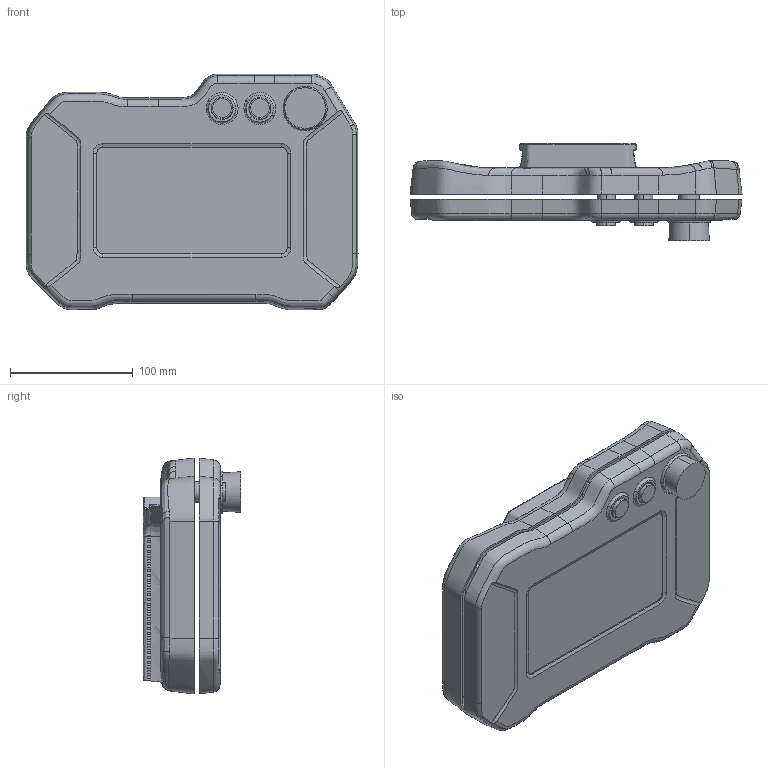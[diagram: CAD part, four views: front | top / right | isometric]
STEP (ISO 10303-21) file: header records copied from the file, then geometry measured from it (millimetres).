
FILE_DESCRIPTION(/* description */ (''),/* implementation_level */ '2;1');
FILE_NAME(/* name */ '半不来版',/* time_stamp */ '2022-01-18T09:27:08+08:00',/* author */ (''),/* organization */ (''),/* preprocessor_version */ 'ST-DEVELOPER v16.5',/* originating_system */ '',/* authorisation */ '');
FILE_SCHEMA (('AUTOMOTIVE_DESIGN'));
Length unit declared in the file: millimetre
Products named in the file (1): Document
Bounding box: 270 x 79.11 x 191.74 mm (x, y, z)
Volume: 432422.9 mm3; surface area: 298630 mm2
Topology: 10 solids, 10 shells, 763 faces, 1939 edges, 1236 vertices
Faces by surface type: bspline 484, plane 279
Entity records: 124567 total; most frequent: CARTESIAN_POINT 112596, ORIENTED_EDGE 3874, EDGE_CURVE 1937, B_SPLINE_CURVE_WITH_KNOTS 1335, VERTEX_POINT 1230, EDGE_LOOP 808, ADVANCED_FACE 763, FACE_OUTER_BOUND 763
